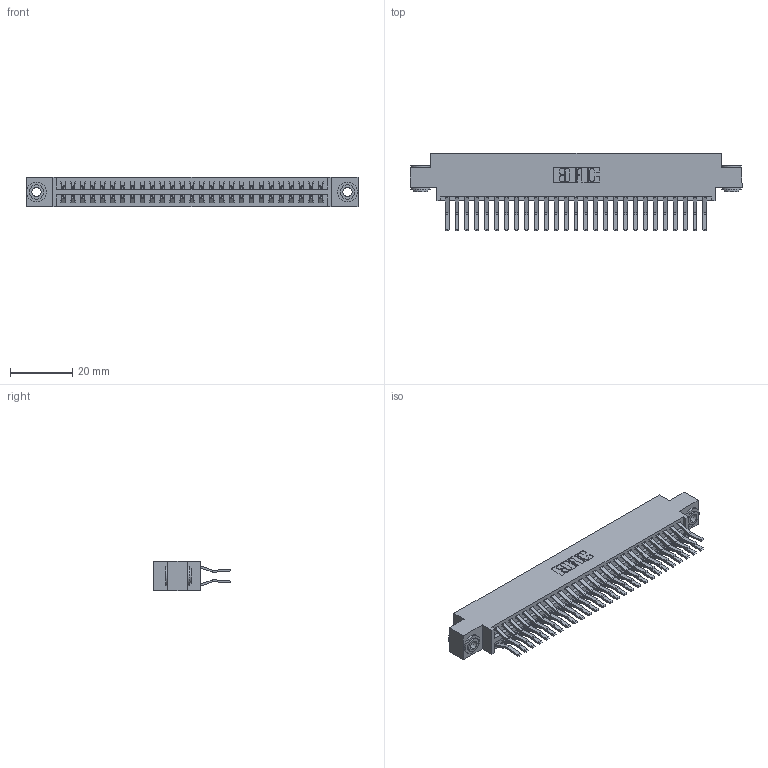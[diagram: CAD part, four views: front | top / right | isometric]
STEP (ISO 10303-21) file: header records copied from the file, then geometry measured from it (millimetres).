
FILE_DESCRIPTION (( 'STEP AP203' ), '1' );
FILE_NAME ('346-054-560-803.STEP', '2022-05-21T04:40:22', ( '' ), ( '' ), 'SwSTEP 2.0', 'SolidWorks 2020', '' );
FILE_SCHEMA (( 'CONFIG_CONTROL_DESIGN' ));
Length unit declared in the file: inch
Products named in the file (4): 345-292-001_560 Tail; 345-250-002_345-250-002-102; 346-054-560-803; 346 Part_0.170 Offset - 0.156 Dia-TH
Assembly tree (57 placements, depth 2):
  346-054-560-803
    346 Part_0.170 Offset - 0.156 Dia-TH
    345-292-001_560 Tail  x54
    345-250-002_345-250-002-102  x2
Bounding box: 106.3 x 24.78 x 9.4 mm (x, y, z)
Volume: 10449.6 mm3; surface area: 15500.6 mm2
Topology: 57 solids, 57 shells, 3094 faces, 9147 edges, 6022 vertices
Faces by surface type: plane 1994, cylinder 1092, cone 8
Entity records: 20926 total; most frequent: CARTESIAN_POINT 3453, ORIENTED_EDGE 3378, DIRECTION 3127, EDGE_CURVE 1689, LINE 1421, VECTOR 1421, VERTEX_POINT 1122, AXIS2_PLACEMENT_3D 853
